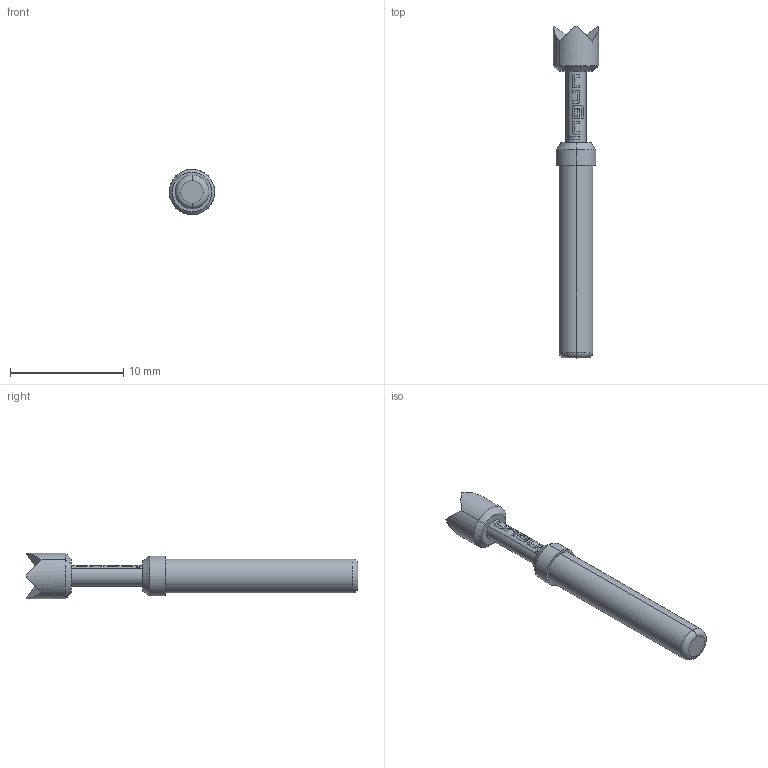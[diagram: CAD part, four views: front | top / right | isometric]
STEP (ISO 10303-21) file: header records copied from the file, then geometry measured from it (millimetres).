
FILE_DESCRIPTION (( 'STEP AP203' ), '1' );
FILE_NAME ('INGUN_GKS-103_204_400_A_xx02.STEP', '2021-12-14T13:59:55', ( 'ochi' ), ( '' ), 'SwSTEP 2.0', 'SolidWorks 2018', '' );
FILE_SCHEMA (( 'CONFIG_CONTROL_DESIGN' ));
Length unit declared in the file: millimetre
Products named in the file (1): INGUN_GKS-103_204_400_A_xx02
Bounding box: 4 x 29.3 x 4 mm (x, y, z)
Volume: 191 mm3; surface area: 294.7 mm2
Topology: 1 solids, 1 shells, 95 faces, 242 edges, 157 vertices
Faces by surface type: bspline 46, plane 28, cylinder 15, cone 4, torus 2
Entity records: 4109 total; most frequent: CARTESIAN_POINT 2255, ORIENTED_EDGE 484, EDGE_CURVE 242, B_SPLINE_CURVE_WITH_KNOTS 190, DIRECTION 166, VERTEX_POINT 157, EDGE_LOOP 103, FACE_OUTER_BOUND 95
